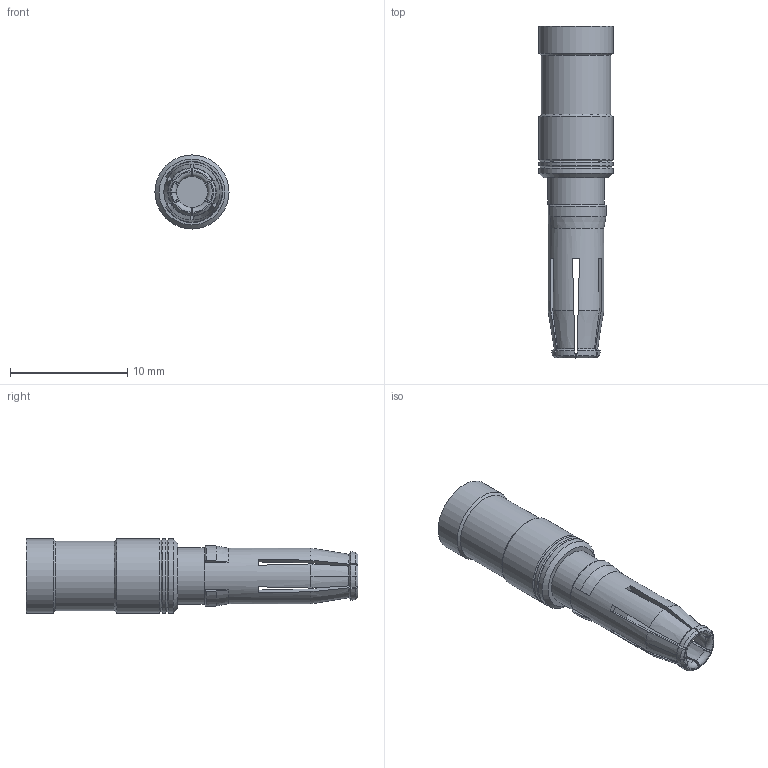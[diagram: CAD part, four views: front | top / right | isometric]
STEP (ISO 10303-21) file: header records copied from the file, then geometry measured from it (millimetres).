
FILE_DESCRIPTION(/* description */ (''),/* implementation_level */ '2;1');
FILE_NAME(/* name */ 'N 02 036 0003 1.stp',/* time_stamp */ '2019-01-18T11:21:00+01:00',/* author */ (''),/* organization */ (''),/* preprocessor_version */ 'ST-DEVELOPER v16.7',/* originating_system */ 'SIEMENS PLM Software NX 12.0',/* authorisation */ '');
FILE_SCHEMA (('AUTOMOTIVE_DESIGN { 1 0 10303 214 3 1 1 1 }'));
Length unit declared in the file: millimetre
Products named in the file (1): n 02 036 0003 1nxm001-01
Bounding box: 6.3 x 28.25 x 6.3 mm (x, y, z)
Volume: 521.8 mm3; surface area: 693.7 mm2
Topology: 1 solids, 2 shells, 98 faces, 254 edges, 163 vertices
Faces by surface type: cone 47, plane 33, torus 9, cylinder 8, bspline 1
Full cylindrical faces by diameter (mm): 3.8 x1, 4.75 x1, 4.8 x1, 5.9 x1, 6.3 x4
Entity records: 3287 total; most frequent: CARTESIAN_POINT 977, ORIENTED_EDGE 508, DIRECTION 397, EDGE_CURVE 254, AXIS2_PLACEMENT_3D 171, VERTEX_POINT 165, EDGE_LOOP 103, ADVANCED_FACE 98
